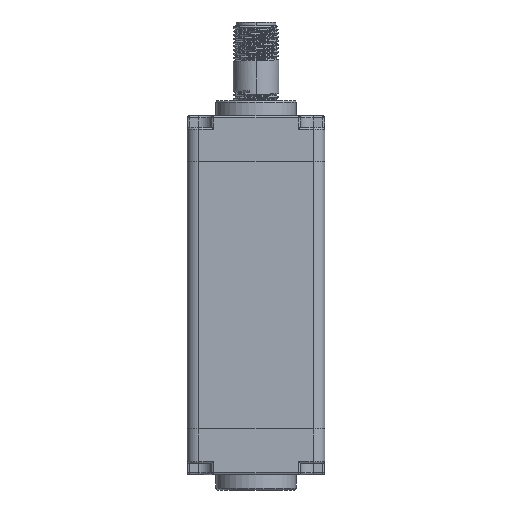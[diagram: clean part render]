
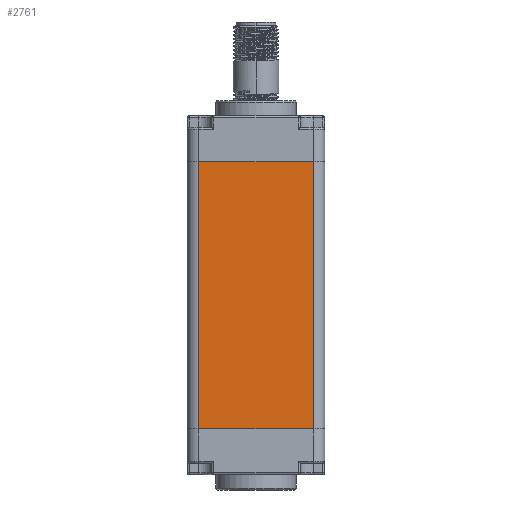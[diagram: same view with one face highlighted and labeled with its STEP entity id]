
A CAD part, front view. The second image highlights one B-rep face of the part: STEP entity #2761.
In plain terms, the highlighted planar face has unit normal (0, -1, 0).
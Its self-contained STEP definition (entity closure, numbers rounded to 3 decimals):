
#126=DIRECTION('',(1.,0.,0.));
#127=VECTOR('',#126,30.);
#128=CARTESIAN_POINT('',(-15.,0.,0.));
#129=LINE('',#128,#127);
#518=DIRECTION('',(1.,0.,0.));
#519=VECTOR('',#518,30.);
#520=CARTESIAN_POINT('',(-15.,0.,70.));
#521=LINE('',#520,#519);
#982=DIRECTION('',(0.,0.,1.));
#983=VECTOR('',#982,70.);
#984=CARTESIAN_POINT('',(-15.,0.,0.));
#985=LINE('',#984,#983);
#986=DIRECTION('',(0.,0.,1.));
#987=VECTOR('',#986,70.);
#988=CARTESIAN_POINT('',(15.,0.,0.));
#989=LINE('',#988,#987);
#1190=CARTESIAN_POINT('',(-15.,0.,0.));
#1191=CARTESIAN_POINT('',(15.,0.,0.));
#1192=VERTEX_POINT('',#1190);
#1193=VERTEX_POINT('',#1191);
#1194=CARTESIAN_POINT('',(-15.,0.,70.));
#1195=CARTESIAN_POINT('',(15.,0.,70.));
#1196=VERTEX_POINT('',#1194);
#1197=VERTEX_POINT('',#1195);
#2749=CARTESIAN_POINT('',(-15.,0.,0.));
#2750=DIRECTION('',(0.,-1.,0.));
#2751=DIRECTION('',(1.,0.,0.));
#2752=AXIS2_PLACEMENT_3D('',#2749,#2750,#2751);
#2753=PLANE('',#2752);
#2754=ORIENTED_EDGE('',*,*,#1639,.F.);
#2755=ORIENTED_EDGE('',*,*,#2744,.T.);
#2756=ORIENTED_EDGE('',*,*,#1914,.T.);
#2758=ORIENTED_EDGE('',*,*,#2757,.F.);
#2759=EDGE_LOOP('',(#2754,#2755,#2756,#2758));
#2760=FACE_OUTER_BOUND('',#2759,.F.);
#2761=ADVANCED_FACE('',(#2760),#2753,.T.);
#1639=EDGE_CURVE('',#1192,#1193,#129,.T.);
#1914=EDGE_CURVE('',#1196,#1197,#521,.T.);
#2744=EDGE_CURVE('',#1192,#1196,#985,.T.);
#2757=EDGE_CURVE('',#1193,#1197,#989,.T.);
